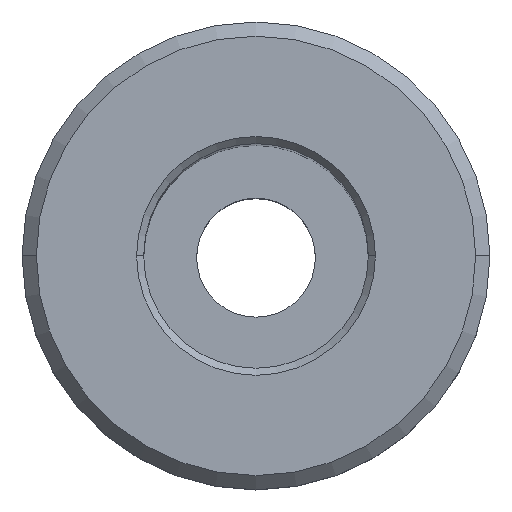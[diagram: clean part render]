
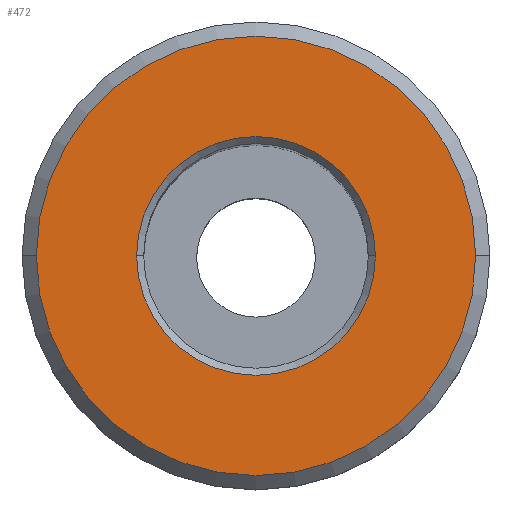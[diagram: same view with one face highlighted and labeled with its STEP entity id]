
A CAD part, top view. The second image highlights one B-rep face of the part: STEP entity #472.
In plain terms, the highlighted planar face has unit normal (0, 0, 1).
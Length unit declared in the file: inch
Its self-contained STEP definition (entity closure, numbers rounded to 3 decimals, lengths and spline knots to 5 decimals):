
#35 = EDGE_CURVE ( 'NONE', #608, #623, #809, .T. ) ;
#81 = CARTESIAN_POINT ( 'NONE',  ( 0., 0.49213, 0. ) ) ;
#92 = DIRECTION ( 'NONE',  ( -1., 0., 0. ) ) ;
#115 = CARTESIAN_POINT ( 'NONE',  ( 0.46213, 0., 0. ) ) ;
#165 = EDGE_CURVE ( 'NONE', #623, #608, #322, .T. ) ;
#173 = DIRECTION ( 'NONE',  ( -1., 0., 0. ) ) ;
#179 = DIRECTION ( 'NONE',  ( 0., 0., 1. ) ) ;
#180 = AXIS2_PLACEMENT_3D ( 'NONE', #832, #922, #417 ) ;
#190 = CARTESIAN_POINT ( 'NONE',  ( -0.46213, 0., 0. ) ) ;
#205 = CARTESIAN_POINT ( 'NONE',  ( 0., 0., 0. ) ) ;
#250 = ORIENTED_EDGE ( 'NONE', *, *, #165, .T. ) ;
#267 = CARTESIAN_POINT ( 'NONE',  ( 0., 0., 0. ) ) ;
#322 = CIRCLE ( 'NONE', #1065, 0.46213 ) ;
#330 = PLANE ( 'NONE',  #950 ) ;
#396 = ORIENTED_EDGE ( 'NONE', *, *, #523, .T. ) ;
#417 = DIRECTION ( 'NONE',  ( -1., 0., 0. ) ) ;
#430 = CIRCLE ( 'NONE', #180, 0.25122 ) ;
#467 = DIRECTION ( 'NONE',  ( -1., 0., 0. ) ) ;
#472 = ADVANCED_FACE ( 'NONE', ( #737, #1074 ), #330, .F. ) ;
#501 = EDGE_CURVE ( 'NONE', #681, #791, #962, .T. ) ;
#523 = EDGE_CURVE ( 'NONE', #791, #681, #430, .T. ) ;
#540 = DIRECTION ( 'NONE',  ( 0., 0., 1. ) ) ;
#541 = CARTESIAN_POINT ( 'NONE',  ( -0.25122, 0., 0. ) ) ;
#585 = AXIS2_PLACEMENT_3D ( 'NONE', #205, #540, #467 ) ;
#608 = VERTEX_POINT ( 'NONE', #115 ) ;
#623 = VERTEX_POINT ( 'NONE', #190 ) ;
#631 = AXIS2_PLACEMENT_3D ( 'NONE', #768, #914, #92 ) ;
#664 = DIRECTION ( 'NONE',  ( 0., 0., -1. ) ) ;
#681 = VERTEX_POINT ( 'NONE', #541 ) ;
#684 = DIRECTION ( 'NONE',  ( -1., 0., 0. ) ) ;
#735 = ORIENTED_EDGE ( 'NONE', *, *, #35, .T. ) ;
#737 = FACE_OUTER_BOUND ( 'NONE', #989, .T. ) ;
#759 = ORIENTED_EDGE ( 'NONE', *, *, #501, .T. ) ;
#768 = CARTESIAN_POINT ( 'NONE',  ( 0., 0., 0. ) ) ;
#791 = VERTEX_POINT ( 'NONE', #972 ) ;
#804 = EDGE_LOOP ( 'NONE', ( #396, #759 ) ) ;
#809 = CIRCLE ( 'NONE', #585, 0.46213 ) ;
#832 = CARTESIAN_POINT ( 'NONE',  ( 0., 0., 0. ) ) ;
#914 = DIRECTION ( 'NONE',  ( 0., 0., -1. ) ) ;
#922 = DIRECTION ( 'NONE',  ( 0., 0., -1. ) ) ;
#950 = AXIS2_PLACEMENT_3D ( 'NONE', #81, #664, #173 ) ;
#962 = CIRCLE ( 'NONE', #631, 0.25122 ) ;
#972 = CARTESIAN_POINT ( 'NONE',  ( 0.25122, 0., 0. ) ) ;
#989 = EDGE_LOOP ( 'NONE', ( #250, #735 ) ) ;
#1065 = AXIS2_PLACEMENT_3D ( 'NONE', #267, #179, #684 ) ;
#1074 = FACE_BOUND ( 'NONE', #804, .T. ) ;
